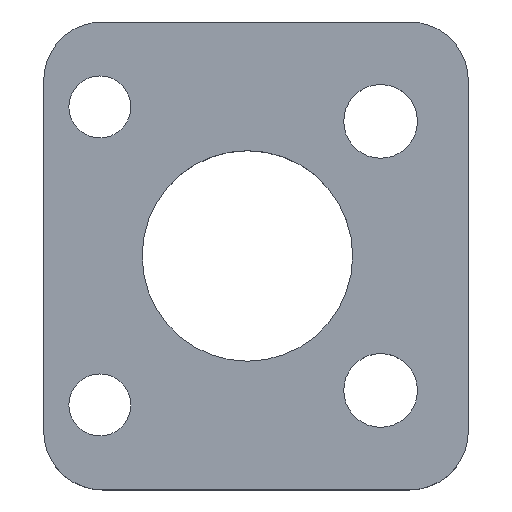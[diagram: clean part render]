
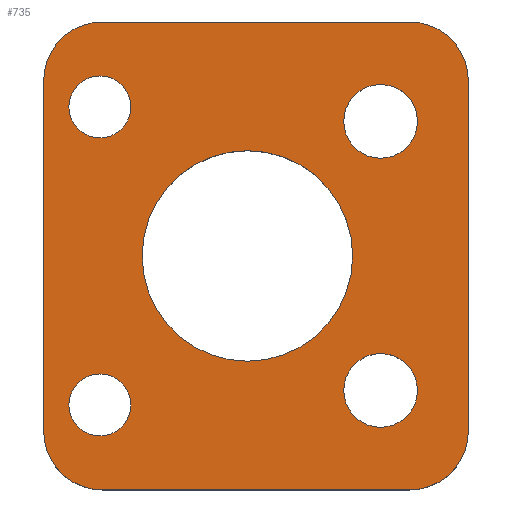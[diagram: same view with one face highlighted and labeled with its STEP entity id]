
A CAD part, top view. The second image highlights one B-rep face of the part: STEP entity #735.
In plain terms, the highlighted planar face has unit normal (0, 0, 1).
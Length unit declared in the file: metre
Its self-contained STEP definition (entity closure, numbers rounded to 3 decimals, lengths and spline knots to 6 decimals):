
#29=CIRCLE('',#784,0.00315);
#31=CIRCLE('',#787,0.00315);
#33=CIRCLE('',#790,0.00265);
#35=CIRCLE('',#793,0.00265);
#38=CIRCLE('',#799,0.009);
#47=CIRCLE('',#811,0.005);
#48=CIRCLE('',#812,0.005);
#49=CIRCLE('',#813,0.005);
#50=CIRCLE('',#814,0.005);
#137=ORIENTED_EDGE('',*,*,#317,.T.);
#138=ORIENTED_EDGE('',*,*,#306,.T.);
#139=ORIENTED_EDGE('',*,*,#304,.T.);
#140=ORIENTED_EDGE('',*,*,#302,.T.);
#141=ORIENTED_EDGE('',*,*,#300,.T.);
#142=ORIENTED_EDGE('',*,*,#320,.T.);
#143=ORIENTED_EDGE('',*,*,#330,.F.);
#144=ORIENTED_EDGE('',*,*,#314,.F.);
#145=ORIENTED_EDGE('',*,*,#331,.F.);
#146=ORIENTED_EDGE('',*,*,#286,.F.);
#147=ORIENTED_EDGE('',*,*,#332,.F.);
#148=ORIENTED_EDGE('',*,*,#308,.T.);
#149=ORIENTED_EDGE('',*,*,#333,.F.);
#286=EDGE_CURVE('',#385,#386,#457,.T.);
#300=EDGE_CURVE('',#399,#399,#29,.T.);
#302=EDGE_CURVE('',#401,#401,#31,.T.);
#304=EDGE_CURVE('',#403,#403,#33,.T.);
#306=EDGE_CURVE('',#405,#405,#35,.T.);
#308=EDGE_CURVE('',#407,#408,#466,.T.);
#314=EDGE_CURVE('',#413,#414,#472,.T.);
#317=EDGE_CURVE('',#416,#416,#38,.T.);
#320=EDGE_CURVE('',#420,#419,#476,.T.);
#330=EDGE_CURVE('',#414,#419,#47,.T.);
#331=EDGE_CURVE('',#386,#413,#48,.T.);
#332=EDGE_CURVE('',#407,#385,#49,.T.);
#333=EDGE_CURVE('',#420,#408,#50,.T.);
#385=VERTEX_POINT('',#1028);
#386=VERTEX_POINT('',#1030);
#399=VERTEX_POINT('',#1068);
#401=VERTEX_POINT('',#1073);
#403=VERTEX_POINT('',#1078);
#405=VERTEX_POINT('',#1083);
#407=VERTEX_POINT('',#1088);
#408=VERTEX_POINT('',#1089);
#413=VERTEX_POINT('',#1100);
#414=VERTEX_POINT('',#1102);
#416=VERTEX_POINT('',#1108);
#419=VERTEX_POINT('',#1114);
#420=VERTEX_POINT('',#1116);
#457=LINE('',#1029,#512);
#466=LINE('',#1087,#521);
#472=LINE('',#1101,#527);
#476=LINE('',#1115,#531);
#512=VECTOR('',#849,1.);
#521=VECTOR('',#884,1.);
#527=VECTOR('',#892,1.);
#531=VECTOR('',#904,1.);
#586=EDGE_LOOP('',(#137));
#587=EDGE_LOOP('',(#138));
#588=EDGE_LOOP('',(#139));
#589=EDGE_LOOP('',(#140));
#590=EDGE_LOOP('',(#141));
#591=EDGE_LOOP('',(#142,#143,#144,#145,#146,#147,#148,#149));
#655=FACE_BOUND('',#586,.T.);
#656=FACE_BOUND('',#587,.T.);
#657=FACE_BOUND('',#588,.T.);
#658=FACE_BOUND('',#589,.T.);
#659=FACE_BOUND('',#590,.T.);
#660=FACE_BOUND('',#591,.T.);
#708=PLANE('',#810);
#735=ADVANCED_FACE('',(#655,#656,#657,#658,#659,#660),#708,.T.);
#784=AXIS2_PLACEMENT_3D('',#1067,#860,#861);
#787=AXIS2_PLACEMENT_3D('',#1072,#866,#867);
#790=AXIS2_PLACEMENT_3D('',#1077,#872,#873);
#793=AXIS2_PLACEMENT_3D('',#1082,#878,#879);
#799=AXIS2_PLACEMENT_3D('',#1107,#898,#899);
#810=AXIS2_PLACEMENT_3D('',#1131,#924,#925);
#811=AXIS2_PLACEMENT_3D('',#1132,#926,#927);
#812=AXIS2_PLACEMENT_3D('',#1133,#928,#929);
#813=AXIS2_PLACEMENT_3D('',#1134,#930,#931);
#814=AXIS2_PLACEMENT_3D('',#1135,#932,#933);
#849=DIRECTION('',(-1.,0.,0.));
#860=DIRECTION('',(0.,0.,-1.));
#861=DIRECTION('',(-1.,0.,0.));
#866=DIRECTION('',(0.,0.,-1.));
#867=DIRECTION('',(-1.,0.,0.));
#872=DIRECTION('',(0.,0.,-1.));
#873=DIRECTION('',(-1.,0.,0.));
#878=DIRECTION('',(0.,0.,-1.));
#879=DIRECTION('',(-1.,0.,0.));
#884=DIRECTION('',(0.,1.,0.));
#892=DIRECTION('',(0.,1.,0.));
#898=DIRECTION('',(0.,0.,-1.));
#899=DIRECTION('',(-1.,0.,0.));
#904=DIRECTION('',(-1.,0.,0.));
#924=DIRECTION('',(0.,0.,1.));
#925=DIRECTION('',(-1.,0.,0.));
#926=DIRECTION('',(0.,0.,-1.));
#927=DIRECTION('',(-1.,0.,0.));
#928=DIRECTION('',(0.,0.,-1.));
#929=DIRECTION('',(-1.,0.,0.));
#930=DIRECTION('',(0.,0.,-1.));
#931=DIRECTION('',(-1.,0.,0.));
#932=DIRECTION('',(0.,0.,-1.));
#933=DIRECTION('',(-1.,0.,0.));
#1028=CARTESIAN_POINT('',(0.033776,-0.032491,0.));
#1029=CARTESIAN_POINT('',(0.020626,-0.032491,0.));
#1030=CARTESIAN_POINT('',(0.007476,-0.032491,0.));
#1067=CARTESIAN_POINT('',(0.031276,-0.000991,0.));
#1068=CARTESIAN_POINT('',(0.028126,-0.000991,0.));
#1072=CARTESIAN_POINT('',(0.031276,-0.023991,0.));
#1073=CARTESIAN_POINT('',(0.028126,-0.023991,0.));
#1077=CARTESIAN_POINT('',(0.007276,-0.025231,0.));
#1078=CARTESIAN_POINT('',(0.004626,-0.025231,0.));
#1082=CARTESIAN_POINT('',(0.007276,0.000249,0.));
#1083=CARTESIAN_POINT('',(0.004626,0.000249,0.));
#1087=CARTESIAN_POINT('',(0.038776,-0.012491,0.));
#1088=CARTESIAN_POINT('',(0.038776,-0.027491,0.));
#1089=CARTESIAN_POINT('',(0.038776,0.002509,0.));
#1100=CARTESIAN_POINT('',(0.002476,-0.027491,0.));
#1101=CARTESIAN_POINT('',(0.002476,-0.012491,0.));
#1102=CARTESIAN_POINT('',(0.002476,0.002509,0.));
#1107=CARTESIAN_POINT('',(0.01989,-0.012491,0.));
#1108=CARTESIAN_POINT('',(0.01089,-0.012491,0.));
#1114=CARTESIAN_POINT('',(0.007476,0.007509,0.));
#1115=CARTESIAN_POINT('',(0.020626,0.007509,0.));
#1116=CARTESIAN_POINT('',(0.033776,0.007509,0.));
#1131=CARTESIAN_POINT('',(0.003276,0.002509,0.));
#1132=CARTESIAN_POINT('',(0.007476,0.002509,0.));
#1133=CARTESIAN_POINT('',(0.007476,-0.027491,0.));
#1134=CARTESIAN_POINT('',(0.033776,-0.027491,0.));
#1135=CARTESIAN_POINT('',(0.033776,0.002509,0.));
